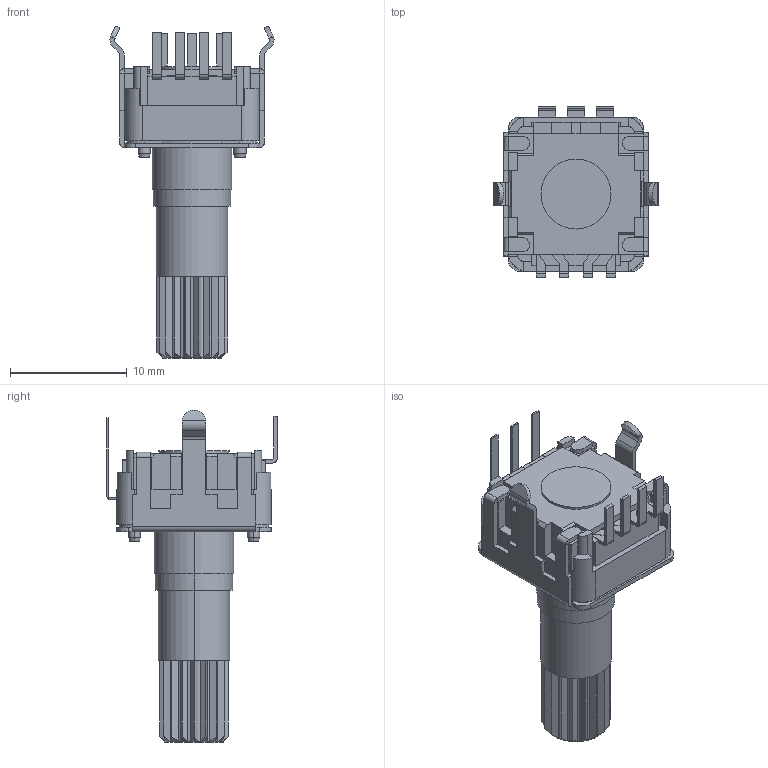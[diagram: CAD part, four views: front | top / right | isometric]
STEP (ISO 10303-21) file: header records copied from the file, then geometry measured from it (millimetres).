
FILE_DESCRIPTION((''),'2;1');
FILE_NAME('PEL12D-4225S','2013-07-22T',('maxm'),('Bourns, Inc.'),'PRO/ENGINEER BY PARAMETRIC TECHNOLOGY CORPORATION, 2012230','PRO/ENGINEER BY PARAMETRIC TECHNOLOGY CORPORATION, 2012230','');
FILE_SCHEMA(('CONFIG_CONTROL_DESIGN'));
Length unit declared in the file: millimetre
Products named in the file (1): PEL12D-4225S
Bounding box: 14.05 x 14.64 x 28.44 mm (x, y, z)
Volume: 1491.6 mm3; surface area: 1863.9 mm2
Topology: 1 solids, 5 shells, 554 faces, 1499 edges, 971 vertices
Faces by surface type: plane 389, cylinder 146, bspline 12, cone 7
Entity records: 18219 total; most frequent: CARTESIAN_POINT 4117, ORIENTED_EDGE 2998, DIRECTION 2837, EDGE_CURVE 1499, VECTOR 1123, LINE 1123, VERTEX_POINT 971, AXIS2_PLACEMENT_3D 857
